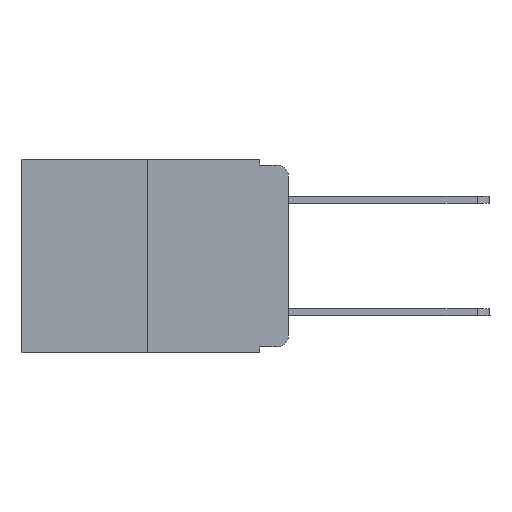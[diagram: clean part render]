
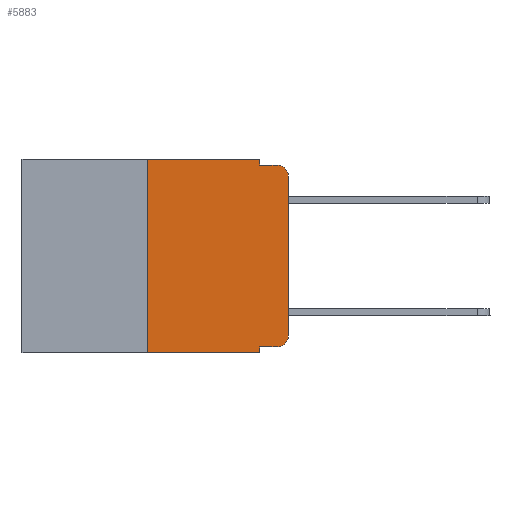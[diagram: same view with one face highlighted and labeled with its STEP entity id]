
A CAD part, left-side view. The second image highlights one B-rep face of the part: STEP entity #5883.
In plain terms, the highlighted planar face has unit normal (-1, 0, 0).
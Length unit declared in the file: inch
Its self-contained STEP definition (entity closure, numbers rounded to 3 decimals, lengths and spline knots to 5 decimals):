
#367 = ORIENTED_EDGE ( 'NONE', *, *, #17270, .F. ) ;
#536 = ORIENTED_EDGE ( 'NONE', *, *, #4117, .T. ) ;
#1352 = CARTESIAN_POINT ( 'NONE',  ( 0., 0., -0.03 ) ) ;
#1442 = EDGE_CURVE ( 'NONE', #5941, #6396, #3116, .T. ) ;
#1796 = ORIENTED_EDGE ( 'NONE', *, *, #17177, .T. ) ;
#2007 = DIRECTION ( 'NONE',  ( 0., 0., -1. ) ) ;
#2258 = EDGE_CURVE ( 'NONE', #11375, #5941, #14260, .T. ) ;
#2292 = CARTESIAN_POINT ( 'NONE',  ( 0., 0.051, 0. ) ) ;
#2329 = EDGE_CURVE ( 'NONE', #6396, #16681, #17413, .T. ) ;
#2405 = CARTESIAN_POINT ( 'NONE',  ( 0., 0.25, 0. ) ) ;
#2721 = DIRECTION ( 'NONE',  ( 0., 0., 1. ) ) ;
#3116 = LINE ( 'NONE', #2292, #4065 ) ;
#3161 = EDGE_CURVE ( 'NONE', #17015, #9012, #12944, .T. ) ;
#3363 = PLANE ( 'NONE',  #4204 ) ;
#4065 = VECTOR ( 'NONE', #7434, 39.37008 ) ;
#4117 = EDGE_CURVE ( 'NONE', #15252, #16681, #15968, .T. ) ;
#4164 = AXIS2_PLACEMENT_3D ( 'NONE', #6681, #5328, #10834 ) ;
#4178 = EDGE_CURVE ( 'NONE', #6524, #13503, #15128, .T. ) ;
#4204 = AXIS2_PLACEMENT_3D ( 'NONE', #14317, #7512, #2007 ) ;
#4946 = DIRECTION ( 'NONE',  ( 0., -1., 0. ) ) ;
#5321 = VECTOR ( 'NONE', #10683, 39.37008 ) ;
#5328 = DIRECTION ( 'NONE',  ( -1., 0., 0. ) ) ;
#5419 = CARTESIAN_POINT ( 'NONE',  ( 0., 0.02, -0.333 ) ) ;
#5856 = VECTOR ( 'NONE', #16287, 39.37008 ) ;
#5883 = ADVANCED_FACE ( 'NONE', ( #13138 ), #3363, .F. ) ;
#5941 = VERTEX_POINT ( 'NONE', #13316 ) ;
#6120 = CARTESIAN_POINT ( 'NONE',  ( 0., 0.051, -0.01 ) ) ;
#6396 = VERTEX_POINT ( 'NONE', #17594 ) ;
#6524 = VERTEX_POINT ( 'NONE', #6839 ) ;
#6626 = CARTESIAN_POINT ( 'NONE',  ( 0., 0.02, -0.03 ) ) ;
#6681 = CARTESIAN_POINT ( 'NONE',  ( 0., 0.02, -0.313 ) ) ;
#6708 = VECTOR ( 'NONE', #17102, 39.37008 ) ;
#6806 = EDGE_LOOP ( 'NONE', ( #7675, #536, #9176, #11503, #13944, #10675, #8862, #367, #6996, #1796 ) ) ;
#6839 = CARTESIAN_POINT ( 'NONE',  ( 0., 0.051, -0.333 ) ) ;
#6996 = ORIENTED_EDGE ( 'NONE', *, *, #4178, .T. ) ;
#7353 = CARTESIAN_POINT ( 'NONE',  ( 0., 0.051, -0.343 ) ) ;
#7434 = DIRECTION ( 'NONE',  ( 0., 0., -1. ) ) ;
#7512 = DIRECTION ( 'NONE',  ( 1., 0., 0. ) ) ;
#7573 = CARTESIAN_POINT ( 'NONE',  ( 0., 0.25, 0. ) ) ;
#7675 = ORIENTED_EDGE ( 'NONE', *, *, #14851, .T. ) ;
#7691 = CARTESIAN_POINT ( 'NONE',  ( 0., 0.02, -0.01 ) ) ;
#7782 = CARTESIAN_POINT ( 'NONE',  ( 0., 0.473, -0.343 ) ) ;
#8037 = DIRECTION ( 'NONE',  ( 0., 0., -1. ) ) ;
#8833 = DIRECTION ( 'NONE',  ( 0., -1., 0. ) ) ;
#8862 = ORIENTED_EDGE ( 'NONE', *, *, #3161, .T. ) ;
#9012 = VERTEX_POINT ( 'NONE', #7353 ) ;
#9176 = ORIENTED_EDGE ( 'NONE', *, *, #2329, .F. ) ;
#9359 = DIRECTION ( 'NONE',  ( 0., 0., -1. ) ) ;
#9658 = CIRCLE ( 'NONE', #4164, 0.02 ) ;
#10201 = CARTESIAN_POINT ( 'NONE',  ( 0., 0.25, -0.343 ) ) ;
#10633 = CARTESIAN_POINT ( 'NONE',  ( 0., 0.051, 0. ) ) ;
#10675 = ORIENTED_EDGE ( 'NONE', *, *, #15670, .F. ) ;
#10681 = VERTEX_POINT ( 'NONE', #11132 ) ;
#10683 = DIRECTION ( 'NONE',  ( 0., -1., 0. ) ) ;
#10834 = DIRECTION ( 'NONE',  ( 0., 0., -1. ) ) ;
#11132 = CARTESIAN_POINT ( 'NONE',  ( 0., 0., -0.313 ) ) ;
#11287 = VECTOR ( 'NONE', #4946, 39.37008 ) ;
#11375 = VERTEX_POINT ( 'NONE', #7573 ) ;
#11503 = ORIENTED_EDGE ( 'NONE', *, *, #1442, .F. ) ;
#12251 = CARTESIAN_POINT ( 'NONE',  ( 0., 0.051, -0.333 ) ) ;
#12310 = LINE ( 'NONE', #16022, #14198 ) ;
#12732 = CARTESIAN_POINT ( 'NONE',  ( 0., 0.473, 0. ) ) ;
#12944 = LINE ( 'NONE', #7782, #6708 ) ;
#13138 = FACE_OUTER_BOUND ( 'NONE', #6806, .T. ) ;
#13316 = CARTESIAN_POINT ( 'NONE',  ( 0., 0.051, 0. ) ) ;
#13503 = VERTEX_POINT ( 'NONE', #5419 ) ;
#13944 = ORIENTED_EDGE ( 'NONE', *, *, #2258, .F. ) ;
#14198 = VECTOR ( 'NONE', #2721, 39.37008 ) ;
#14260 = LINE ( 'NONE', #12732, #17066 ) ;
#14317 = CARTESIAN_POINT ( 'NONE',  ( 0., 0.473, 0. ) ) ;
#14851 = EDGE_CURVE ( 'NONE', #10681, #15252, #12310, .T. ) ;
#15128 = LINE ( 'NONE', #12251, #5321 ) ;
#15252 = VERTEX_POINT ( 'NONE', #1352 ) ;
#15670 = EDGE_CURVE ( 'NONE', #17015, #11375, #17668, .T. ) ;
#15968 = CIRCLE ( 'NONE', #16291, 0.02 ) ;
#16022 = CARTESIAN_POINT ( 'NONE',  ( 0., 0., 0. ) ) ;
#16215 = DIRECTION ( 'NONE',  ( -1., 0., 0. ) ) ;
#16267 = LINE ( 'NONE', #10633, #16575 ) ;
#16287 = DIRECTION ( 'NONE',  ( 0., 0., 1. ) ) ;
#16291 = AXIS2_PLACEMENT_3D ( 'NONE', #6626, #16215, #9359 ) ;
#16575 = VECTOR ( 'NONE', #8037, 39.37008 ) ;
#16681 = VERTEX_POINT ( 'NONE', #7691 ) ;
#17015 = VERTEX_POINT ( 'NONE', #10201 ) ;
#17066 = VECTOR ( 'NONE', #8833, 39.37008 ) ;
#17102 = DIRECTION ( 'NONE',  ( 0., -1., 0. ) ) ;
#17177 = EDGE_CURVE ( 'NONE', #13503, #10681, #9658, .T. ) ;
#17270 = EDGE_CURVE ( 'NONE', #6524, #9012, #16267, .T. ) ;
#17413 = LINE ( 'NONE', #6120, #11287 ) ;
#17594 = CARTESIAN_POINT ( 'NONE',  ( 0., 0.051, -0.01 ) ) ;
#17668 = LINE ( 'NONE', #2405, #5856 ) ;
